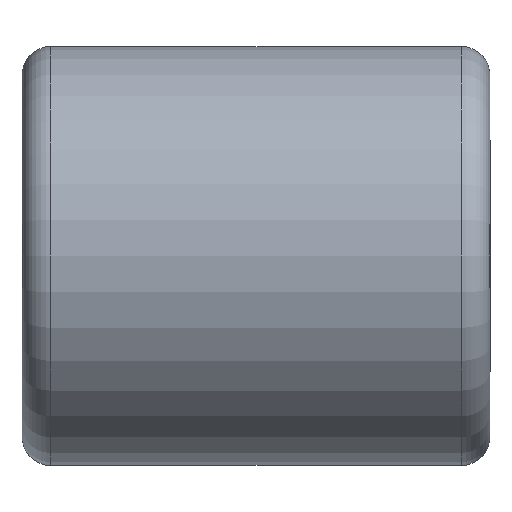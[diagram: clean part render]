
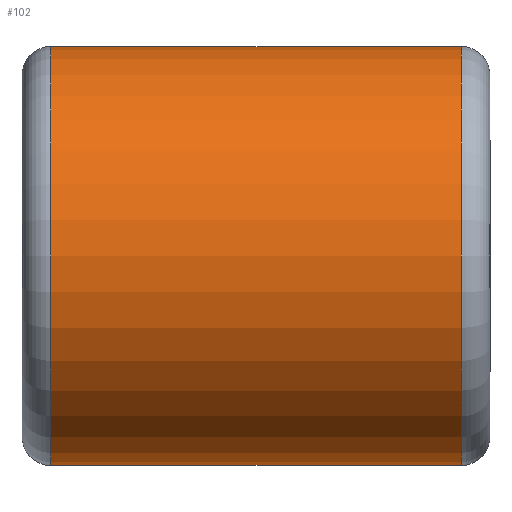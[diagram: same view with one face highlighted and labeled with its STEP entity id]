
A CAD part, left-side view. The second image highlights one B-rep face of the part: STEP entity #102.
In plain terms, the highlighted cylindrical face has radius 72.5 mm (diameter 145 mm), a partial arc.
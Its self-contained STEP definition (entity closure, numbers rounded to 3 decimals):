
#102 = ADVANCED_FACE ( 'NONE', ( #1129 ), #2162, .T. ) ;
#147 = DIRECTION ( 'NONE',  ( 0., 0., 1. ) ) ;
#170 = CARTESIAN_POINT ( 'NONE',  ( 0., 162., -72.5 ) ) ;
#176 = DIRECTION ( 'NONE',  ( 0., -1., 0. ) ) ;
#237 = AXIS2_PLACEMENT_3D ( 'NONE', #1644, #792, #1307 ) ;
#282 = CARTESIAN_POINT ( 'NONE',  ( 0., 10., -72.5 ) ) ;
#360 = VECTOR ( 'NONE', #941, 1000. ) ;
#473 = VECTOR ( 'NONE', #176, 1000. ) ;
#605 = LINE ( 'NONE', #1275, #360 ) ;
#659 = EDGE_CURVE ( 'NONE', #1178, #1715, #605, .T. ) ;
#790 = DIRECTION ( 'NONE',  ( 0., -1., 0. ) ) ;
#792 = DIRECTION ( 'NONE',  ( 0., -1., 0. ) ) ;
#871 = EDGE_CURVE ( 'NONE', #1096, #1715, #1910, .T. ) ;
#882 = AXIS2_PLACEMENT_3D ( 'NONE', #1657, #1118, #147 ) ;
#930 = CARTESIAN_POINT ( 'NONE',  ( 0., 152., -72.5 ) ) ;
#937 = ORIENTED_EDGE ( 'NONE', *, *, #2025, .T. ) ;
#941 = DIRECTION ( 'NONE',  ( 0., -1., 0. ) ) ;
#1003 = AXIS2_PLACEMENT_3D ( 'NONE', #1268, #790, #1806 ) ;
#1011 = EDGE_LOOP ( 'NONE', ( #1244, #2189, #937, #2108 ) ) ;
#1096 = VERTEX_POINT ( 'NONE', #282 ) ;
#1118 = DIRECTION ( 'NONE',  ( 0., 1., 0. ) ) ;
#1129 = FACE_OUTER_BOUND ( 'NONE', #1011, .T. ) ;
#1166 = LINE ( 'NONE', #170, #473 ) ;
#1178 = VERTEX_POINT ( 'NONE', #1505 ) ;
#1244 = ORIENTED_EDGE ( 'NONE', *, *, #659, .F. ) ;
#1268 = CARTESIAN_POINT ( 'NONE',  ( 0., 152., 0. ) ) ;
#1275 = CARTESIAN_POINT ( 'NONE',  ( 0., 162., 72.5 ) ) ;
#1307 = DIRECTION ( 'NONE',  ( 0., 0., -1. ) ) ;
#1417 = EDGE_CURVE ( 'NONE', #1178, #1875, #2067, .T. ) ;
#1505 = CARTESIAN_POINT ( 'NONE',  ( 0., 152., 72.5 ) ) ;
#1644 = CARTESIAN_POINT ( 'NONE',  ( 0., 162., 0. ) ) ;
#1657 = CARTESIAN_POINT ( 'NONE',  ( 0., 10., 0. ) ) ;
#1676 = CARTESIAN_POINT ( 'NONE',  ( 0., 10., 72.5 ) ) ;
#1715 = VERTEX_POINT ( 'NONE', #1676 ) ;
#1806 = DIRECTION ( 'NONE',  ( 0., 0., 1. ) ) ;
#1875 = VERTEX_POINT ( 'NONE', #930 ) ;
#1910 = CIRCLE ( 'NONE', #882, 72.5 ) ;
#2025 = EDGE_CURVE ( 'NONE', #1875, #1096, #1166, .T. ) ;
#2067 = CIRCLE ( 'NONE', #1003, 72.5 ) ;
#2108 = ORIENTED_EDGE ( 'NONE', *, *, #871, .T. ) ;
#2162 = CYLINDRICAL_SURFACE ( 'NONE', #237, 72.5 ) ;
#2189 = ORIENTED_EDGE ( 'NONE', *, *, #1417, .T. ) ;
